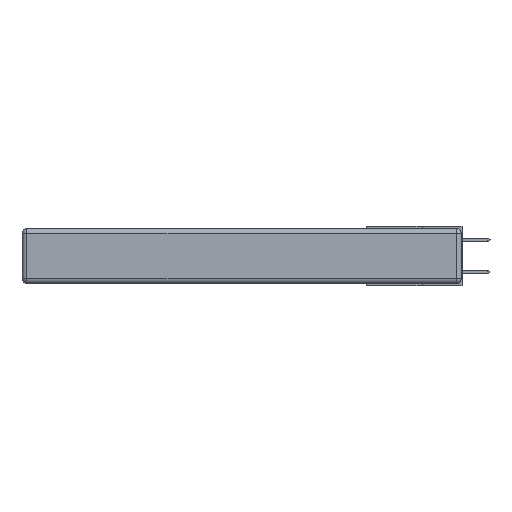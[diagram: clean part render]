
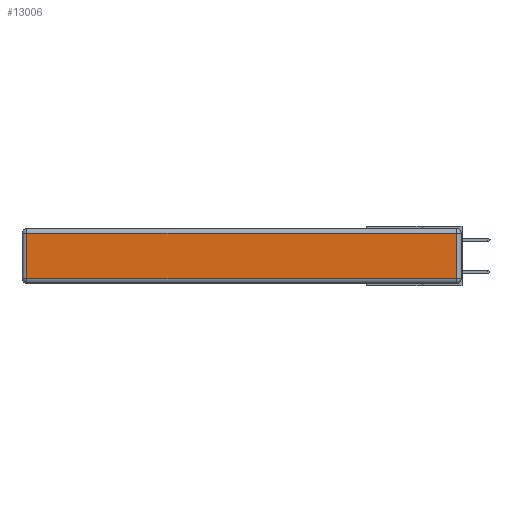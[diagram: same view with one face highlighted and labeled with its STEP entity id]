
A CAD part, left-side view. The second image highlights one B-rep face of the part: STEP entity #13006.
In plain terms, the highlighted planar face has unit normal (-1, 0, 0).
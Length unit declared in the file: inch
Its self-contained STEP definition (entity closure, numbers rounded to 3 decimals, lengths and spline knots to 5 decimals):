
#251 = VECTOR ( 'NONE', #9793, 39.37008 ) ;
#702 = ORIENTED_EDGE ( 'NONE', *, *, #10392, .T. ) ;
#1175 = CARTESIAN_POINT ( 'NONE',  ( 0., 2.72, -0.03 ) ) ;
#1357 = EDGE_CURVE ( 'NONE', #10313, #6844, #9104, .T. ) ;
#1362 = CARTESIAN_POINT ( 'NONE',  ( 0., 0., -0.343 ) ) ;
#1435 = LINE ( 'NONE', #13163, #6698 ) ;
#2181 = EDGE_CURVE ( 'NONE', #7892, #4466, #10076, .T. ) ;
#3028 = FACE_OUTER_BOUND ( 'NONE', #6547, .T. ) ;
#3183 = CARTESIAN_POINT ( 'NONE',  ( 0., 2.72, -0.313 ) ) ;
#4466 = VERTEX_POINT ( 'NONE', #1175 ) ;
#4855 = CARTESIAN_POINT ( 'NONE',  ( 0., 0.03, -0.03 ) ) ;
#5276 = ORIENTED_EDGE ( 'NONE', *, *, #2181, .T. ) ;
#6267 = DIRECTION ( 'NONE',  ( 0., 0., 1. ) ) ;
#6547 = EDGE_LOOP ( 'NONE', ( #6971, #702, #5276, #11081 ) ) ;
#6698 = VECTOR ( 'NONE', #11009, 39.37008 ) ;
#6844 = VERTEX_POINT ( 'NONE', #13259 ) ;
#6971 = ORIENTED_EDGE ( 'NONE', *, *, #1357, .T. ) ;
#7192 = VECTOR ( 'NONE', #9776, 39.37008 ) ;
#7892 = VERTEX_POINT ( 'NONE', #4855 ) ;
#8575 = CARTESIAN_POINT ( 'NONE',  ( 0., 0., -0.313 ) ) ;
#9104 = LINE ( 'NONE', #8575, #251 ) ;
#9684 = CARTESIAN_POINT ( 'NONE',  ( 0., 0.03, -0.343 ) ) ;
#9776 = DIRECTION ( 'NONE',  ( 0., 1., 0. ) ) ;
#9793 = DIRECTION ( 'NONE',  ( 0., -1., 0. ) ) ;
#10076 = LINE ( 'NONE', #13024, #7192 ) ;
#10128 = DIRECTION ( 'NONE',  ( 0., 0., 1. ) ) ;
#10313 = VERTEX_POINT ( 'NONE', #3183 ) ;
#10392 = EDGE_CURVE ( 'NONE', #6844, #7892, #10937, .T. ) ;
#10457 = EDGE_CURVE ( 'NONE', #4466, #10313, #1435, .T. ) ;
#10937 = LINE ( 'NONE', #9684, #11127 ) ;
#11009 = DIRECTION ( 'NONE',  ( 0., 0., -1. ) ) ;
#11081 = ORIENTED_EDGE ( 'NONE', *, *, #10457, .T. ) ;
#11127 = VECTOR ( 'NONE', #6267, 39.37008 ) ;
#11292 = PLANE ( 'NONE',  #12120 ) ;
#12120 = AXIS2_PLACEMENT_3D ( 'NONE', #1362, #12239, #10128 ) ;
#12239 = DIRECTION ( 'NONE',  ( -1., 0., 0. ) ) ;
#13006 = ADVANCED_FACE ( 'NONE', ( #3028 ), #11292, .T. ) ;
#13024 = CARTESIAN_POINT ( 'NONE',  ( 0., 2.75, -0.03 ) ) ;
#13163 = CARTESIAN_POINT ( 'NONE',  ( 0., 2.72, -0.343 ) ) ;
#13259 = CARTESIAN_POINT ( 'NONE',  ( 0., 0.03, -0.313 ) ) ;
